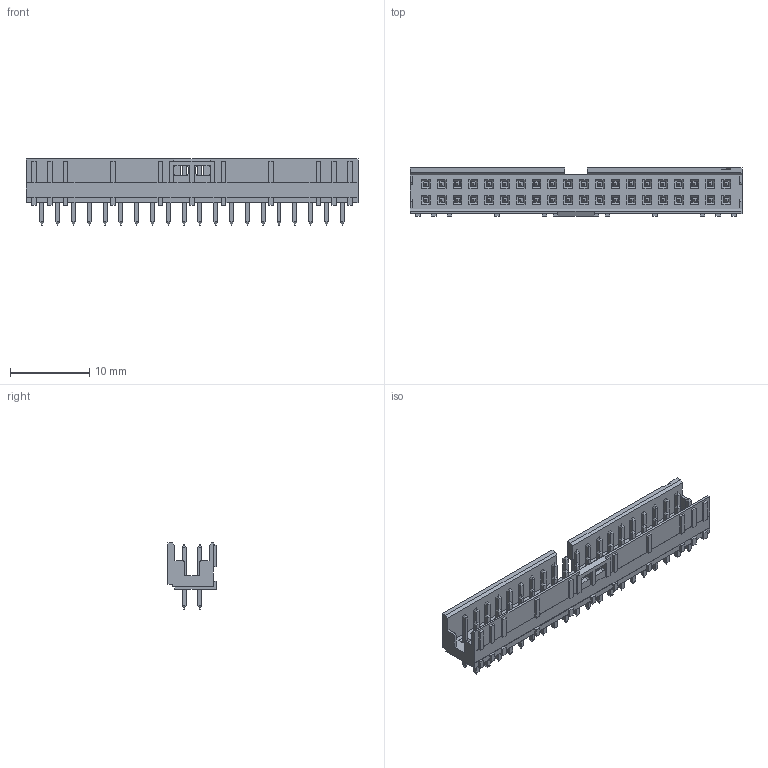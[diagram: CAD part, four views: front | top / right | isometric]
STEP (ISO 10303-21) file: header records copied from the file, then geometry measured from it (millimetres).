
FILE_DESCRIPTION (( 'STEP AP214' ), '1' );
FILE_NAME ('reoriented-98414-G06-40ULF.STEP', '2023-08-11T06:30:17', ( '' ), ( '' ), 'SwSTEP 2.0', 'SolidWorks 2021', '' );
FILE_SCHEMA (( 'AUTOMOTIVE_DESIGN' ));
Length unit declared in the file: millimetre
Products named in the file (1): reoriented-98414-G06-40ULF
Bounding box: 42 x 6.1 x 8.35 mm (x, y, z)
Volume: 642 mm3; surface area: 2024.8 mm2
Topology: 1 solids, 1 shells, 1350 faces, 3282 edges, 1972 vertices
Faces by surface type: plane 1338, cylinder 12
Entity records: 38028 total; most frequent: CARTESIAN_POINT 6605, ORIENTED_EDGE 6564, DIRECTION 6008, EDGE_CURVE 3282, LINE 3258, VECTOR 3258, VERTEX_POINT 1972, EDGE_LOOP 1472
